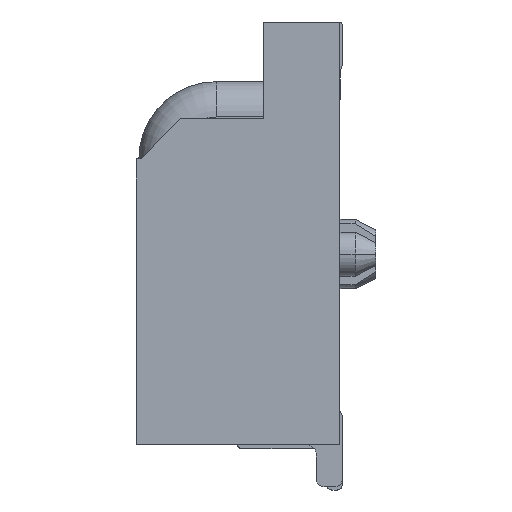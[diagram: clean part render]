
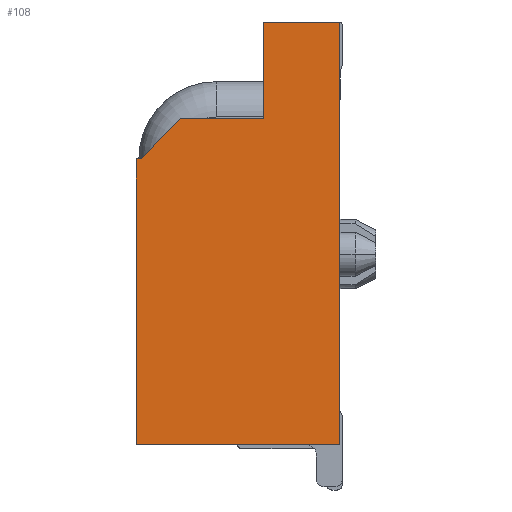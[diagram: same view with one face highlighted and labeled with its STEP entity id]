
A CAD part, left-side view. The second image highlights one B-rep face of the part: STEP entity #108.
In plain terms, the highlighted planar face has unit normal (-1, 0, 0).
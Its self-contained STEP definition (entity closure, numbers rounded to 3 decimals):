
#108=ADVANCED_FACE('',(#1270),#1271,.F.);
#1270=FACE_OUTER_BOUND('',#3526,.T.);
#1271=PLANE('',#3527);
#3526=EDGE_LOOP('',(#5956,#5957,#5958,#5959,#5960,#5961,#5962,#5963));
#3527=AXIS2_PLACEMENT_3D('',#5964,#5965,#5966);
#5956=ORIENTED_EDGE('',*,*,#15872,.F.);
#5957=ORIENTED_EDGE('',*,*,#15873,.F.);
#5958=ORIENTED_EDGE('',*,*,#15874,.F.);
#5959=ORIENTED_EDGE('',*,*,#15875,.F.);
#5960=ORIENTED_EDGE('',*,*,#15876,.F.);
#5961=ORIENTED_EDGE('',*,*,#15877,.F.);
#5962=ORIENTED_EDGE('',*,*,#15878,.F.);
#5963=ORIENTED_EDGE('',*,*,#15879,.F.);
#5964=CARTESIAN_POINT('',(-14.95,0.0,0.0));
#5965=DIRECTION('',(1.0,0.0,0.0));
#5966=DIRECTION('',(0.0,1.0,-0.0));
#15872=EDGE_CURVE('',#19324,#19325,#19326,.T.);
#15873=EDGE_CURVE('',#19327,#19324,#19328,.T.);
#15874=EDGE_CURVE('',#19329,#19327,#19330,.T.);
#15875=EDGE_CURVE('',#19331,#19329,#19332,.T.);
#15876=EDGE_CURVE('',#19333,#19331,#19334,.T.);
#15877=EDGE_CURVE('',#19335,#19333,#19336,.T.);
#15878=EDGE_CURVE('',#19337,#19335,#19338,.T.);
#15879=EDGE_CURVE('',#19325,#19337,#19339,.T.);
#19324=VERTEX_POINT('',#24915);
#19325=VERTEX_POINT('',#24916);
#19326=LINE('',#24917,#24918);
#19327=VERTEX_POINT('',#24919);
#19328=LINE('',#24920,#24921);
#19329=VERTEX_POINT('',#24922);
#19330=LINE('',#24923,#24924);
#19331=VERTEX_POINT('',#24925);
#19332=LINE('',#24926,#24927);
#19333=VERTEX_POINT('',#24928);
#19334=LINE('',#24929,#24930);
#19335=VERTEX_POINT('',#24931);
#19336=LINE('',#24932,#24933);
#19337=VERTEX_POINT('',#24934);
#19338=LINE('',#24935,#24936);
#19339=LINE('',#24937,#24938);
#24915=CARTESIAN_POINT('',(-14.95,-2.0,-8.2));
#24916=CARTESIAN_POINT('',(-14.95,1.95,-8.2));
#24917=CARTESIAN_POINT('',(-14.95,-2.0,-8.2));
#24918=VECTOR('',#32698,3.95);
#24919=CARTESIAN_POINT('',(-14.95,-2.0,0.0));
#24920=CARTESIAN_POINT('',(-14.95,-2.0,0.0));
#24921=VECTOR('',#32699,8.2);
#24922=CARTESIAN_POINT('',(-14.95,-0.53,0.0));
#24923=CARTESIAN_POINT('',(-14.95,-0.53,0.0));
#24924=VECTOR('',#32700,1.47);
#24925=CARTESIAN_POINT('',(-14.95,-0.53,-1.87));
#24926=CARTESIAN_POINT('',(-14.95,-0.53,-1.87));
#24927=VECTOR('',#32701,1.87);
#24928=CARTESIAN_POINT('',(-14.95,1.1,-1.87));
#24929=CARTESIAN_POINT('',(-14.95,1.1,-1.87));
#24930=VECTOR('',#32702,1.63);
#24931=CARTESIAN_POINT('',(-14.95,1.85,-2.65));
#24932=CARTESIAN_POINT('',(-14.95,1.85,-2.65));
#24933=VECTOR('',#32703,1.082);
#24934=CARTESIAN_POINT('',(-14.95,1.95,-2.65));
#24935=CARTESIAN_POINT('',(-14.95,1.95,-2.65));
#24936=VECTOR('',#32704,0.1);
#24937=CARTESIAN_POINT('',(-14.95,1.95,-8.2));
#24938=VECTOR('',#32705,5.55);
#32698=DIRECTION('',(0.0,1.0,0.0));
#32699=DIRECTION('',(0.0,0.0,-1.0));
#32700=DIRECTION('',(0.0,-1.0,0.0));
#32701=DIRECTION('',(0.0,0.0,1.0));
#32702=DIRECTION('',(0.0,-1.0,0.0));
#32703=DIRECTION('',(0.0,-0.693,0.721));
#32704=DIRECTION('',(0.0,-1.0,0.0));
#32705=DIRECTION('',(0.0,0.0,1.0));
